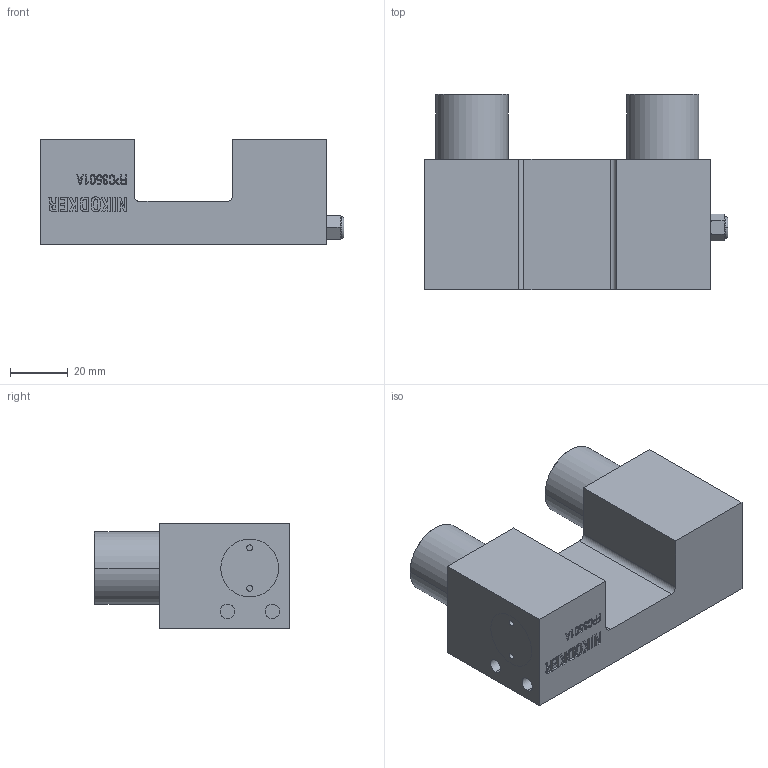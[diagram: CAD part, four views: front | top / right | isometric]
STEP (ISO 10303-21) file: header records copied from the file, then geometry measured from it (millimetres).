
FILE_DESCRIPTION (( 'STEP AP203' ), '1' );
FILE_NAME ('FPC3501A.STEP', '2020-07-07T00:50:41', ( 'Microsoft' ), ( 'Microsoft' ), 'SwSTEP 2.0', 'SolidWorks 2012', '' );
FILE_SCHEMA (( 'CONFIG_CONTROL_DESIGN' ));
Length unit declared in the file: millimetre
Products named in the file (5): FPC3501A; Air filter; PC35-3; PC35-2; PC35-1
Assembly tree (6 placements, depth 2):
  FPC3501A
    PC35-1
    PC35-2  x2
    PC35-3  x2
    Air filter
Bounding box: 105 x 67.5 x 36.5 mm (x, y, z)
Volume: 137040.7 mm3; surface area: 32271 mm2
Topology: 6 solids, 6 shells, 343 faces, 844 edges, 553 vertices
Faces by surface type: plane 194, bspline 71, cylinder 54, cone 20, torus 2, sphere 2
Entity records: 14465 total; most frequent: CARTESIAN_POINT 6593, ORIENTED_EDGE 1612, DIRECTION 1270, EDGE_CURVE 806, VERTEX_POINT 531, VECTOR 526, LINE 526, AXIS2_PLACEMENT_3D 372
